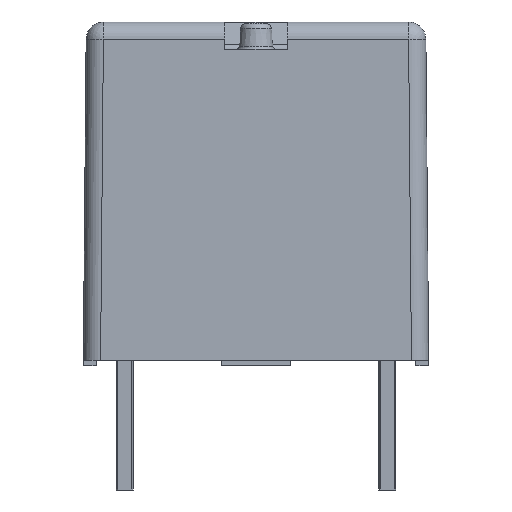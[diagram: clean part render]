
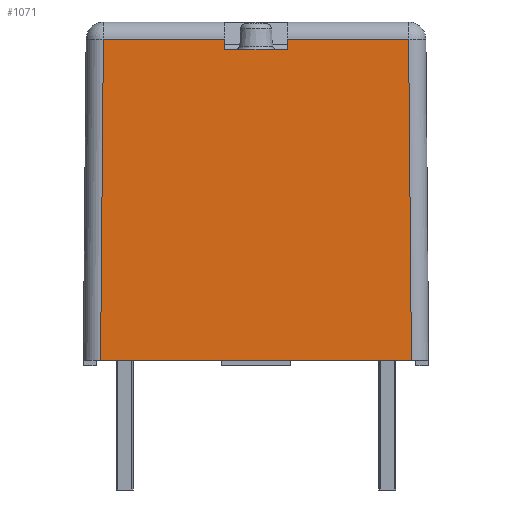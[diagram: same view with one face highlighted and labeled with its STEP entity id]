
A CAD part, front view. The second image highlights one B-rep face of the part: STEP entity #1071.
In plain terms, the highlighted planar face has unit normal (0, -1, 0.009).
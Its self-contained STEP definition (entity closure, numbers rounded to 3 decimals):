
#71=LINE('',#1654,#184);
#98=LINE('',#1726,#211);
#99=LINE('',#1730,#212);
#100=LINE('',#1732,#213);
#101=LINE('',#1734,#214);
#102=LINE('',#1736,#215);
#103=LINE('',#1737,#216);
#104=LINE('',#1738,#217);
#184=VECTOR('',#1304,9.);
#211=VECTOR('',#1367,3.519);
#212=VECTOR('',#1372,9.305);
#213=VECTOR('',#1373,3.519);
#214=VECTOR('',#1374,0.304);
#215=VECTOR('',#1375,1.8);
#216=VECTOR('',#1376,0.304);
#217=VECTOR('',#1377,9.305);
#290=FACE_OUTER_BOUND('',#359,.T.);
#359=EDGE_LOOP('',(#814,#815,#816,#817,#818,#819,#820,#821));
#476=VERTEX_POINT('',#1651);
#477=VERTEX_POINT('',#1653);
#503=VERTEX_POINT('',#1721);
#504=VERTEX_POINT('',#1725);
#505=VERTEX_POINT('',#1729);
#506=VERTEX_POINT('',#1731);
#507=VERTEX_POINT('',#1733);
#508=VERTEX_POINT('',#1735);
#583=EDGE_CURVE('',#477,#476,#71,.T.);
#619=EDGE_CURVE('',#503,#504,#98,.T.);
#621=EDGE_CURVE('',#476,#505,#99,.T.);
#622=EDGE_CURVE('',#506,#505,#100,.T.);
#623=EDGE_CURVE('',#507,#506,#101,.T.);
#624=EDGE_CURVE('',#507,#508,#102,.T.);
#625=EDGE_CURVE('',#504,#508,#103,.T.);
#626=EDGE_CURVE('',#503,#477,#104,.T.);
#814=ORIENTED_EDGE('',*,*,#621,.T.);
#815=ORIENTED_EDGE('',*,*,#622,.F.);
#816=ORIENTED_EDGE('',*,*,#623,.F.);
#817=ORIENTED_EDGE('',*,*,#624,.T.);
#818=ORIENTED_EDGE('',*,*,#625,.F.);
#819=ORIENTED_EDGE('',*,*,#619,.F.);
#820=ORIENTED_EDGE('',*,*,#626,.T.);
#821=ORIENTED_EDGE('',*,*,#583,.T.);
#1020=PLANE('',#1171);
#1071=ADVANCED_FACE('',(#290),#1020,.T.);
#1171=AXIS2_PLACEMENT_3D('',#1728,#1370,#1371);
#1304=DIRECTION('',(1.,0.,0.));
#1367=DIRECTION('',(1.,0.,0.));
#1370=DIRECTION('center_axis',(0.,-1.,
0.009));
#1371=DIRECTION('ref_axis',(0.,0.009,1.));
#1372=DIRECTION('',(-0.009,0.009,1.));
#1373=DIRECTION('',(1.,0.,0.));
#1374=DIRECTION('',(0.,0.009,1.));
#1375=DIRECTION('',(-1.,0.,0.));
#1376=DIRECTION('',(0.,-0.009,-1.));
#1377=DIRECTION('',(-0.009,-0.009,-1.));
#1651=CARTESIAN_POINT('',(4.5,-9.95,0.));
#1653=CARTESIAN_POINT('',(-4.5,-9.95,0.));
#1654=CARTESIAN_POINT('',(-4.5,-9.95,0.));
#1721=CARTESIAN_POINT('',(-4.419,-9.869,9.304));
#1725=CARTESIAN_POINT('',(-0.9,-9.869,9.304));
#1726=CARTESIAN_POINT('',(-4.419,-9.869,9.304));
#1728=CARTESIAN_POINT('Origin',(-5.,-9.95,0.));
#1729=CARTESIAN_POINT('',(4.419,-9.869,9.304));
#1730=CARTESIAN_POINT('',(4.5,-9.95,0.));
#1731=CARTESIAN_POINT('',(0.9,-9.869,9.304));
#1732=CARTESIAN_POINT('',(0.9,-9.869,9.304));
#1733=CARTESIAN_POINT('',(0.9,-9.871,9.));
#1734=CARTESIAN_POINT('',(0.9,-9.871,9.));
#1735=CARTESIAN_POINT('',(-0.9,-9.871,9.));
#1736=CARTESIAN_POINT('',(0.9,-9.871,9.));
#1737=CARTESIAN_POINT('',(-0.9,-9.869,9.304));
#1738=CARTESIAN_POINT('',(-4.419,-9.869,9.304));
